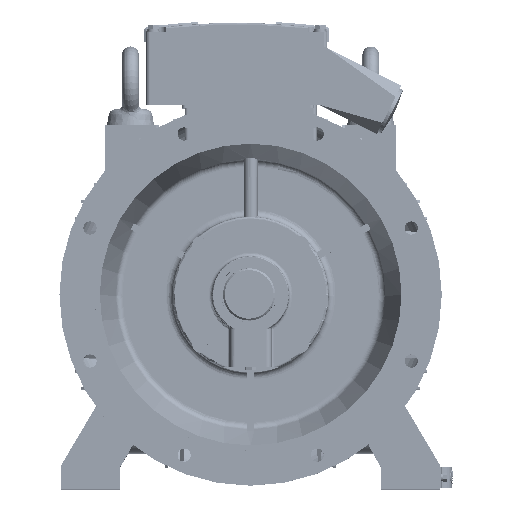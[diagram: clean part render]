
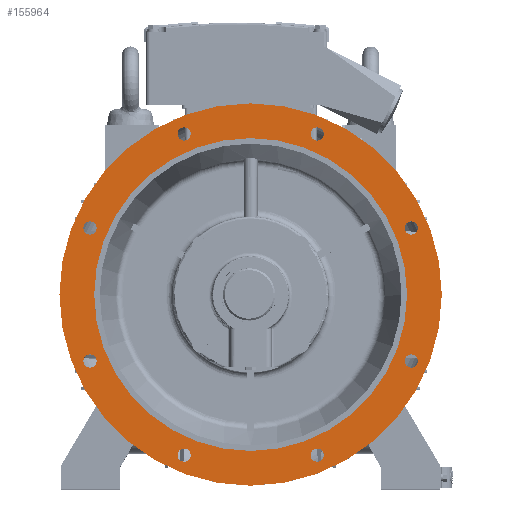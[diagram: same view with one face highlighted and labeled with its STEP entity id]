
A CAD part, top view. The second image highlights one B-rep face of the part: STEP entity #155964.
In plain terms, the highlighted planar face has unit normal (0, 0, 1).
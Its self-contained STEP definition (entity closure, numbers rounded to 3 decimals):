
#33489=CARTESIAN_POINT('',(76.16,15.548,398.186));
#33490=DIRECTION('',(0.,0.,1.));
#33491=DIRECTION('',(0.,1.,0.));
#33492=AXIS2_PLACEMENT_3D('',#33489,#33490,#33491);
#33494=CARTESIAN_POINT('',(76.16,15.548,398.186));
#33495=DIRECTION('',(0.,0.,1.));
#33496=DIRECTION('',(0.,-1.,0.));
#33497=AXIS2_PLACEMENT_3D('',#33494,#33495,#33496);
#33499=CARTESIAN_POINT('',(307.13,111.219,398.186));
#33500=DIRECTION('',(0.,0.,-1.));
#33501=DIRECTION('',(0.,-1.,0.));
#33502=AXIS2_PLACEMENT_3D('',#33499,#33500,#33501);
#33504=CARTESIAN_POINT('',(307.13,111.219,398.186));
#33505=DIRECTION('',(0.,0.,-1.));
#33506=DIRECTION('',(0.,1.,0.));
#33507=AXIS2_PLACEMENT_3D('',#33504,#33505,#33506);
#33509=CARTESIAN_POINT('',(171.831,246.518,398.186));
#33510=DIRECTION('',(0.,0.,-1.));
#33511=DIRECTION('',(0.,-1.,0.));
#33512=AXIS2_PLACEMENT_3D('',#33509,#33510,#33511);
#33514=CARTESIAN_POINT('',(171.831,246.518,398.186));
#33515=DIRECTION('',(0.,0.,-1.));
#33516=DIRECTION('',(0.,1.,0.));
#33517=AXIS2_PLACEMENT_3D('',#33514,#33515,#33516);
#33519=CARTESIAN_POINT('',(-19.511,246.518,
398.186));
#33520=DIRECTION('',(0.,0.,-1.));
#33521=DIRECTION('',(0.,-1.,0.));
#33522=AXIS2_PLACEMENT_3D('',#33519,#33520,#33521);
#33524=CARTESIAN_POINT('',(-19.511,246.518,
398.186));
#33525=DIRECTION('',(0.,0.,-1.));
#33526=DIRECTION('',(0.,1.,0.));
#33527=AXIS2_PLACEMENT_3D('',#33524,#33525,#33526);
#33529=CARTESIAN_POINT('',(-154.81,111.219,
398.186));
#33530=DIRECTION('',(0.,0.,-1.));
#33531=DIRECTION('',(0.,-1.,0.));
#33532=AXIS2_PLACEMENT_3D('',#33529,#33530,#33531);
#33534=CARTESIAN_POINT('',(-154.81,111.219,
398.186));
#33535=DIRECTION('',(0.,0.,-1.));
#33536=DIRECTION('',(0.,1.,0.));
#33537=AXIS2_PLACEMENT_3D('',#33534,#33535,#33536);
#33539=CARTESIAN_POINT('',(-154.81,-80.123,
398.186));
#33540=DIRECTION('',(0.,0.,-1.));
#33541=DIRECTION('',(0.,-1.,0.));
#33542=AXIS2_PLACEMENT_3D('',#33539,#33540,#33541);
#33544=CARTESIAN_POINT('',(-154.81,-80.123,
398.186));
#33545=DIRECTION('',(0.,0.,-1.));
#33546=DIRECTION('',(0.,1.,0.));
#33547=AXIS2_PLACEMENT_3D('',#33544,#33545,#33546);
#33549=CARTESIAN_POINT('',(-19.511,-215.422,
398.186));
#33550=DIRECTION('',(0.,0.,-1.));
#33551=DIRECTION('',(0.,-1.,0.));
#33552=AXIS2_PLACEMENT_3D('',#33549,#33550,#33551);
#33554=CARTESIAN_POINT('',(-19.511,-215.422,
398.186));
#33555=DIRECTION('',(0.,0.,-1.));
#33556=DIRECTION('',(0.,1.,0.));
#33557=AXIS2_PLACEMENT_3D('',#33554,#33555,#33556);
#33559=CARTESIAN_POINT('',(171.831,-215.422,
398.186));
#33560=DIRECTION('',(0.,0.,-1.));
#33561=DIRECTION('',(0.,-1.,0.));
#33562=AXIS2_PLACEMENT_3D('',#33559,#33560,#33561);
#33564=CARTESIAN_POINT('',(171.831,-215.422,
398.186));
#33565=DIRECTION('',(0.,0.,-1.));
#33566=DIRECTION('',(0.,1.,0.));
#33567=AXIS2_PLACEMENT_3D('',#33564,#33565,#33566);
#33569=CARTESIAN_POINT('',(307.13,-80.123,
398.186));
#33570=DIRECTION('',(0.,0.,-1.));
#33571=DIRECTION('',(0.,-1.,0.));
#33572=AXIS2_PLACEMENT_3D('',#33569,#33570,#33571);
#33574=CARTESIAN_POINT('',(307.13,-80.123,
398.186));
#33575=DIRECTION('',(0.,0.,-1.));
#33576=DIRECTION('',(0.,1.,0.));
#33577=AXIS2_PLACEMENT_3D('',#33574,#33575,#33576);
#33579=CARTESIAN_POINT('',(76.16,15.548,398.186));
#33580=DIRECTION('',(0.,0.,-1.));
#33581=DIRECTION('',(0.,-1.,0.));
#33582=AXIS2_PLACEMENT_3D('',#33579,#33580,#33581);
#33584=CARTESIAN_POINT('',(76.16,15.548,398.186));
#33585=DIRECTION('',(0.,0.,-1.));
#33586=DIRECTION('',(0.,1.,0.));
#33587=AXIS2_PLACEMENT_3D('',#33584,#33585,#33586);
#119626=CARTESIAN_POINT('',(76.16,240.548,
398.186));
#119627=CARTESIAN_POINT('',(76.16,-209.452,
398.186));
#119628=VERTEX_POINT('',#119626);
#119629=VERTEX_POINT('',#119627);
#119630=CARTESIAN_POINT('',(76.16,-259.452,
398.186));
#119631=CARTESIAN_POINT('',(76.16,290.548,
398.186));
#119632=VERTEX_POINT('',#119630);
#119633=VERTEX_POINT('',#119631);
#119638=CARTESIAN_POINT('',(-154.81,-89.623,
398.186));
#119639=CARTESIAN_POINT('',(-154.81,-70.623,
398.186));
#119640=VERTEX_POINT('',#119638);
#119641=VERTEX_POINT('',#119639);
#119642=CARTESIAN_POINT('',(-19.511,237.018,
398.186));
#119643=CARTESIAN_POINT('',(-19.511,256.018,
398.186));
#119644=VERTEX_POINT('',#119642);
#119645=VERTEX_POINT('',#119643);
#119646=CARTESIAN_POINT('',(171.831,237.018,
398.186));
#119647=CARTESIAN_POINT('',(171.831,256.018,
398.186));
#119648=VERTEX_POINT('',#119646);
#119649=VERTEX_POINT('',#119647);
#119650=CARTESIAN_POINT('',(-154.81,101.719,
398.186));
#119651=CARTESIAN_POINT('',(-154.81,120.719,
398.186));
#119652=VERTEX_POINT('',#119650);
#119653=VERTEX_POINT('',#119651);
#119654=CARTESIAN_POINT('',(307.13,101.719,
398.186));
#119655=CARTESIAN_POINT('',(307.13,120.719,
398.186));
#119656=VERTEX_POINT('',#119654);
#119657=VERTEX_POINT('',#119655);
#119658=CARTESIAN_POINT('',(-19.511,-224.922,
398.186));
#119659=CARTESIAN_POINT('',(-19.511,-205.922,
398.186));
#119660=VERTEX_POINT('',#119658);
#119661=VERTEX_POINT('',#119659);
#119662=CARTESIAN_POINT('',(307.13,-89.623,
398.186));
#119663=CARTESIAN_POINT('',(307.13,-70.623,
398.186));
#119664=VERTEX_POINT('',#119662);
#119665=VERTEX_POINT('',#119663);
#119666=CARTESIAN_POINT('',(171.831,-224.922,
398.186));
#119667=CARTESIAN_POINT('',(171.831,-205.922,
398.186));
#119668=VERTEX_POINT('',#119666);
#119669=VERTEX_POINT('',#119667);
#155901=CARTESIAN_POINT('',(76.16,-209.452,
398.186));
#155902=DIRECTION('',(0.,0.,-1.));
#155903=DIRECTION('',(0.,-1.,0.));
#155904=AXIS2_PLACEMENT_3D('',#155901,#155902,#155903);
#155905=PLANE('',#155904);
#155906=ORIENTED_EDGE('',*,*,#155881,.F.);
#155907=ORIENTED_EDGE('',*,*,#155894,.F.);
#155908=EDGE_LOOP('',(#155906,#155907));
#155909=FACE_OUTER_BOUND('',#155908,.F.);
#155911=ORIENTED_EDGE('',*,*,#155910,.F.);
#155913=ORIENTED_EDGE('',*,*,#155912,.F.);
#155914=EDGE_LOOP('',(#155911,#155913));
#155915=FACE_BOUND('',#155914,.F.);
#155917=ORIENTED_EDGE('',*,*,#155916,.F.);
#155919=ORIENTED_EDGE('',*,*,#155918,.F.);
#155920=EDGE_LOOP('',(#155917,#155919));
#155921=FACE_BOUND('',#155920,.F.);
#155923=ORIENTED_EDGE('',*,*,#155922,.F.);
#155925=ORIENTED_EDGE('',*,*,#155924,.F.);
#155926=EDGE_LOOP('',(#155923,#155925));
#155927=FACE_BOUND('',#155926,.F.);
#155929=ORIENTED_EDGE('',*,*,#155928,.F.);
#155931=ORIENTED_EDGE('',*,*,#155930,.F.);
#155932=EDGE_LOOP('',(#155929,#155931));
#155933=FACE_BOUND('',#155932,.F.);
#155935=ORIENTED_EDGE('',*,*,#155934,.F.);
#155937=ORIENTED_EDGE('',*,*,#155936,.F.);
#155938=EDGE_LOOP('',(#155935,#155937));
#155939=FACE_BOUND('',#155938,.F.);
#155941=ORIENTED_EDGE('',*,*,#155940,.F.);
#155943=ORIENTED_EDGE('',*,*,#155942,.F.);
#155944=EDGE_LOOP('',(#155941,#155943));
#155945=FACE_BOUND('',#155944,.F.);
#155947=ORIENTED_EDGE('',*,*,#155946,.F.);
#155949=ORIENTED_EDGE('',*,*,#155948,.F.);
#155950=EDGE_LOOP('',(#155947,#155949));
#155951=FACE_BOUND('',#155950,.F.);
#155953=ORIENTED_EDGE('',*,*,#155952,.F.);
#155955=ORIENTED_EDGE('',*,*,#155954,.F.);
#155956=EDGE_LOOP('',(#155953,#155955));
#155957=FACE_BOUND('',#155956,.F.);
#155959=ORIENTED_EDGE('',*,*,#155958,.F.);
#155961=ORIENTED_EDGE('',*,*,#155960,.F.);
#155962=EDGE_LOOP('',(#155959,#155961));
#155963=FACE_BOUND('',#155962,.F.);
#155964=ADVANCED_FACE('',(#155909,#155915,#155921,#155927,#155933,#155939,
#155945,#155951,#155957,#155963),#155905,.F.);
#33493=CIRCLE('',#33492,275.);
#33498=CIRCLE('',#33497,275.);
#33503=CIRCLE('',#33502,9.5);
#33508=CIRCLE('',#33507,9.5);
#33513=CIRCLE('',#33512,9.5);
#33518=CIRCLE('',#33517,9.5);
#33523=CIRCLE('',#33522,9.5);
#33528=CIRCLE('',#33527,9.5);
#33533=CIRCLE('',#33532,9.5);
#33538=CIRCLE('',#33537,9.5);
#33543=CIRCLE('',#33542,9.5);
#33548=CIRCLE('',#33547,9.5);
#33553=CIRCLE('',#33552,9.5);
#33558=CIRCLE('',#33557,9.5);
#33563=CIRCLE('',#33562,9.5);
#33568=CIRCLE('',#33567,9.5);
#33573=CIRCLE('',#33572,9.5);
#33578=CIRCLE('',#33577,9.5);
#33583=CIRCLE('',#33582,225.);
#33588=CIRCLE('',#33587,225.);
#155881=EDGE_CURVE('',#119633,#119632,#33493,.T.);
#155894=EDGE_CURVE('',#119632,#119633,#33498,.T.);
#155910=EDGE_CURVE('',#119656,#119657,#33503,.T.);
#155912=EDGE_CURVE('',#119657,#119656,#33508,.T.);
#155916=EDGE_CURVE('',#119648,#119649,#33513,.T.);
#155918=EDGE_CURVE('',#119649,#119648,#33518,.T.);
#155922=EDGE_CURVE('',#119644,#119645,#33523,.T.);
#155924=EDGE_CURVE('',#119645,#119644,#33528,.T.);
#155928=EDGE_CURVE('',#119652,#119653,#33533,.T.);
#155930=EDGE_CURVE('',#119653,#119652,#33538,.T.);
#155934=EDGE_CURVE('',#119640,#119641,#33543,.T.);
#155936=EDGE_CURVE('',#119641,#119640,#33548,.T.);
#155940=EDGE_CURVE('',#119660,#119661,#33553,.T.);
#155942=EDGE_CURVE('',#119661,#119660,#33558,.T.);
#155946=EDGE_CURVE('',#119668,#119669,#33563,.T.);
#155948=EDGE_CURVE('',#119669,#119668,#33568,.T.);
#155952=EDGE_CURVE('',#119664,#119665,#33573,.T.);
#155954=EDGE_CURVE('',#119665,#119664,#33578,.T.);
#155958=EDGE_CURVE('',#119629,#119628,#33583,.T.);
#155960=EDGE_CURVE('',#119628,#119629,#33588,.T.);
